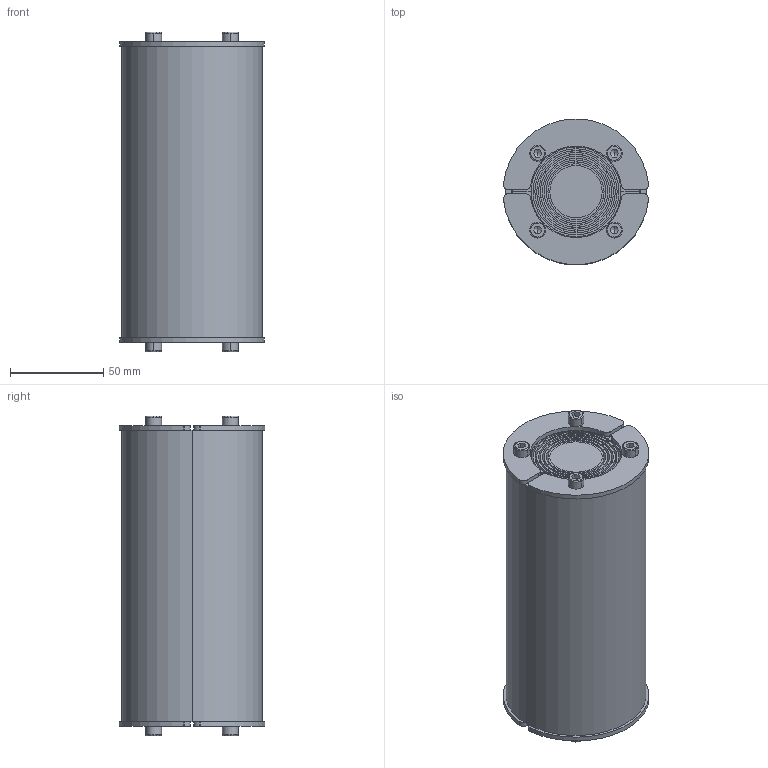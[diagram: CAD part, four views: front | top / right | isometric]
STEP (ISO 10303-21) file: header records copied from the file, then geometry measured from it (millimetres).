
FILE_DESCRIPTION((''),'2;1');
FILE_NAME('PPS CRS 68.stp','2005-03-23T15:36:12',(''),(''),'Mechanical Desktop 2005','Mechanical Desktop 2005',', , ');
FILE_SCHEMA(('CONFIG_CONTROL_DESIGN'));
Length unit declared in the file: millimetre
Products named in the file (11): DRAWING21; PART1; PART2; RS68A; HALF; FRONT; ~PART1; REAR; CYLINDER HEAD CAP SCREW - DIN 912 - M5 X 45; CORE ; RS68
Assembly tree (13 placements, depth 4):
  DRAWING21
    PART1
    PART2
    RS68A  x2
      HALF
        FRONT
        ~PART1
        REAR
        CYLINDER HEAD CAP SCREW - DIN 912 - M5 X 45  x2
      CORE 
    RS68
Bounding box: 77.55 x 77.71 x 171 mm (x, y, z)
Volume: 431370.5 mm3; surface area: 255386.6 mm2
Topology: 44 solids, 44 shells, 532 faces, 1260 edges, 826 vertices
Faces by surface type: plane 264, cylinder 204, cone 48, bspline 16
Entity records: 3798 total; most frequent: CARTESIAN_POINT 701, DIRECTION 648, ORIENTED_EDGE 554, EDGE_CURVE 277, AXIS2_PLACEMENT_3D 247, VERTEX_POINT 184, VECTOR 154, LINE 154
